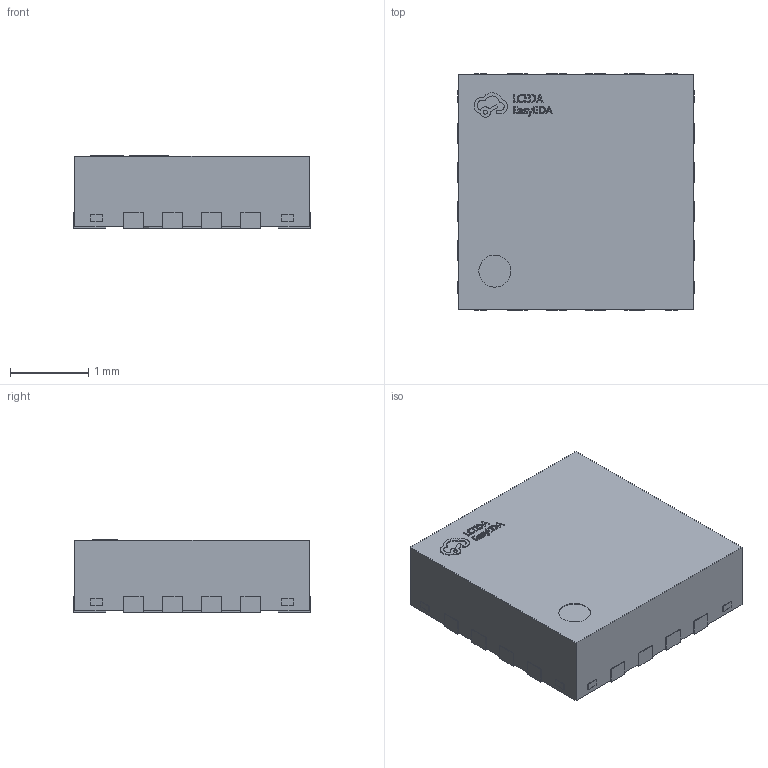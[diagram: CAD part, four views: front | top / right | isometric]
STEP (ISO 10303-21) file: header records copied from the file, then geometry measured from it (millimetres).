
FILE_DESCRIPTION (( 'STEP AP214' ), '1' );
FILE_NAME ('VQFN-16_L3.0-W3.0-P0.50-BL-EP1.7.STEP', '2023-06-09T03:05:49', ( 'PC' ), ( 'Microsoft' ), 'SwSTEP 2.0', 'SolidWorks 2020', '' );
FILE_SCHEMA (( 'AUTOMOTIVE_DESIGN' ));
Length unit declared in the file: millimetre
Products named in the file (1): VQFN-16_L3.0-W3.0-P0.50-BL-EP1.7
Bounding box: 3.02 x 3.02 x 0.93 mm (x, y, z)
Volume: 8.2 mm3; surface area: 29.6 mm2
Topology: 1 solids, 1 shells, 375 faces, 1032 edges, 688 vertices
Faces by surface type: plane 275, bspline 100
Entity records: 16505 total; most frequent: CARTESIAN_POINT 3484, ORIENTED_EDGE 2064, DIRECTION 1380, EDGE_CURVE 1032, LINE 828, VECTOR 828, VERTEX_POINT 688, EDGE_LOOP 404
